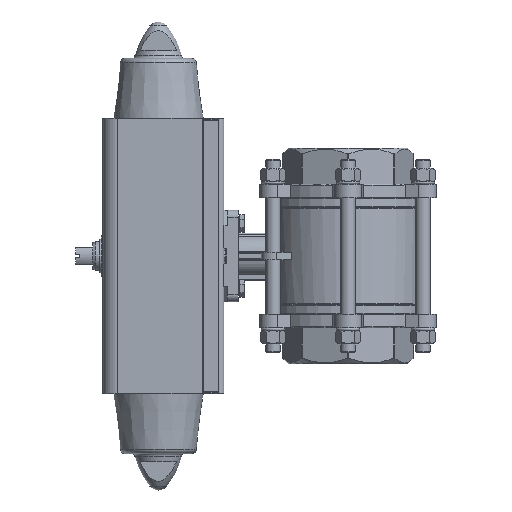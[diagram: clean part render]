
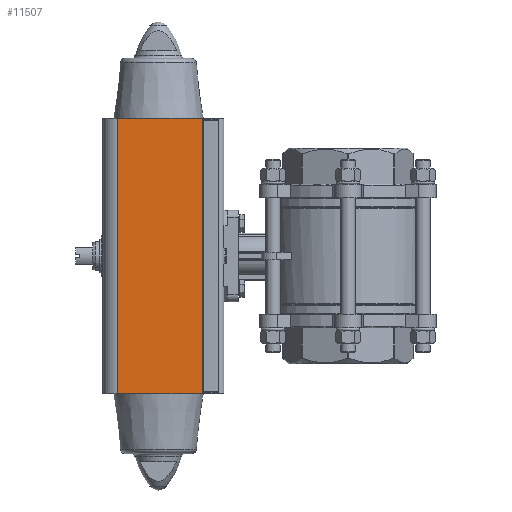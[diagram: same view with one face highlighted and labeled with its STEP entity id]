
A CAD part, left-side view. The second image highlights one B-rep face of the part: STEP entity #11507.
In plain terms, the highlighted planar face has unit normal (-1, 0, 0).
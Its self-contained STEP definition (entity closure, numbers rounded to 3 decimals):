
#3379=ORIENTED_EDGE('',*,*,#5384,.T.);
#3380=ORIENTED_EDGE('',*,*,#5425,.F.);
#3381=ORIENTED_EDGE('',*,*,#5405,.F.);
#3382=ORIENTED_EDGE('',*,*,#5426,.T.);
#5384=EDGE_CURVE('',#6631,#6630,#7497,.T.);
#5405=EDGE_CURVE('',#6647,#6648,#7505,.T.);
#5425=EDGE_CURVE('',#6648,#6630,#7509,.T.);
#5426=EDGE_CURVE('',#6647,#6631,#7510,.T.);
#6630=VERTEX_POINT('',#20125);
#6631=VERTEX_POINT('',#20127);
#6647=VERTEX_POINT('',#20165);
#6648=VERTEX_POINT('',#20167);
#7497=LINE('',#20126,#8299);
#7505=LINE('',#20166,#8307);
#7509=LINE('',#20280,#8311);
#7510=LINE('',#20281,#8312);
#8299=VECTOR('',#15209,1000.);
#8307=VECTOR('',#15247,1000.);
#8311=VECTOR('',#15279,1000.);
#8312=VECTOR('',#15280,1000.);
#9251=EDGE_LOOP('',(#3379,#3380,#3381,#3382));
#10276=FACE_BOUND('',#9251,.T.);
#10900=PLANE('',#12661);
#11507=ADVANCED_FACE('',(#10276),#10900,.F.);
#12661=AXIS2_PLACEMENT_3D('',#20279,#15277,#15278);
#15209=DIRECTION('',(0.,-1.,0.));
#15247=DIRECTION('',(0.,-1.,0.));
#15277=DIRECTION('',(1.,0.,0.));
#15278=DIRECTION('',(0.,0.,-1.));
#15279=DIRECTION('',(0.,0.,-1.));
#15280=DIRECTION('',(0.,0.,-1.));
#20125=CARTESIAN_POINT('',(-62.,-48.716,-153.35));
#20126=CARTESIAN_POINT('',(-62.,45.14,-153.35));
#20127=CARTESIAN_POINT('',(-62.,45.14,-153.35));
#20165=CARTESIAN_POINT('',(-62.,45.14,153.35));
#20166=CARTESIAN_POINT('',(-62.,45.14,153.35));
#20167=CARTESIAN_POINT('',(-62.,-48.716,153.35));
#20279=CARTESIAN_POINT('',(-62.,45.14,153.35));
#20280=CARTESIAN_POINT('',(-62.,-48.716,153.35));
#20281=CARTESIAN_POINT('',(-62.,45.14,153.35));
